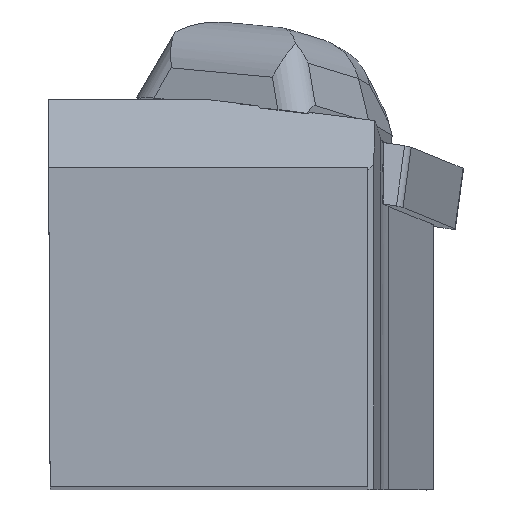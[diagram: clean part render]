
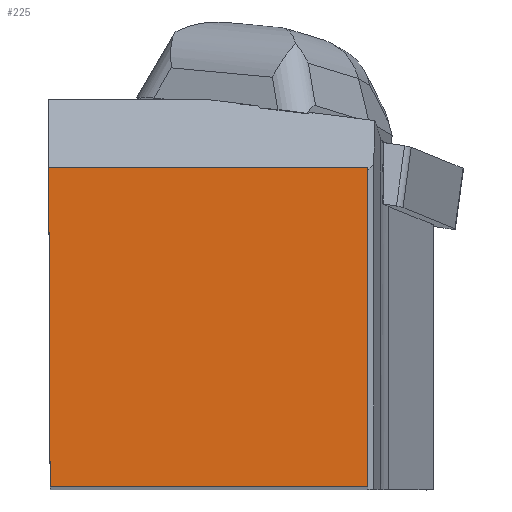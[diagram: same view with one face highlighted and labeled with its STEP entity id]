
A CAD part, top view. The second image highlights one B-rep face of the part: STEP entity #225.
In plain terms, the highlighted planar face has unit normal (0, 0, 1).
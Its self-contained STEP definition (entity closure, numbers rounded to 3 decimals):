
#155=FACE_OUTER_BOUND('',#644,.T.);
#225=ADVANCED_FACE('BLANK_BOXF006',(#155),#287,.F.);
#287=PLANE('',#1536);
#379=LINE('',#2232,#521);
#397=LINE('',#2267,#539);
#399=LINE('',#2271,#541);
#400=LINE('',#2273,#542);
#521=VECTOR('',#1761,1.);
#539=VECTOR('',#1793,1.);
#541=VECTOR('',#1797,1.);
#542=VECTOR('',#1798,1.);
#644=EDGE_LOOP('',(#851,#852,#853,#854));
#851=ORIENTED_EDGE('',*,*,#1303,.T.);
#852=ORIENTED_EDGE('',*,*,#1304,.T.);
#853=ORIENTED_EDGE('',*,*,#1301,.T.);
#854=ORIENTED_EDGE('',*,*,#1281,.T.);
#1136=VERTEX_POINT('',#2231);
#1137=VERTEX_POINT('',#2233);
#1147=VERTEX_POINT('',#2268);
#1148=VERTEX_POINT('',#2272);
#1281=EDGE_CURVE('',#1137,#1136,#379,.T.);
#1301=EDGE_CURVE('',#1147,#1137,#397,.T.);
#1303=EDGE_CURVE('',#1136,#1148,#399,.T.);
#1304=EDGE_CURVE('',#1148,#1147,#400,.T.);
#1536=AXIS2_PLACEMENT_3D('',#2274,#1799,#1800);
#1761=DIRECTION('',(1.,0.,0.));
#1793=DIRECTION('',(0.004,-1.,0.));
#1797=DIRECTION('',(0.,1.,0.));
#1798=DIRECTION('',(-1.,0.,0.));
#1799=DIRECTION('',(0.,0.,-1.));
#1800=DIRECTION('',(1.,0.,0.));
#2231=CARTESIAN_POINT('',(24.875,0.,0.));
#2232=CARTESIAN_POINT('',(-166.35,0.,0.));
#2233=CARTESIAN_POINT('',(0.109,0.,0.));
#2267=CARTESIAN_POINT('',(-0.617,166.348,0.));
#2268=CARTESIAN_POINT('',(0.,24.875,0.));
#2271=CARTESIAN_POINT('',(24.875,-166.35,0.));
#2272=CARTESIAN_POINT('',(24.875,24.875,0.));
#2273=CARTESIAN_POINT('',(166.35,24.875,0.));
#2274=CARTESIAN_POINT('',(47.35,-5.,0.));
